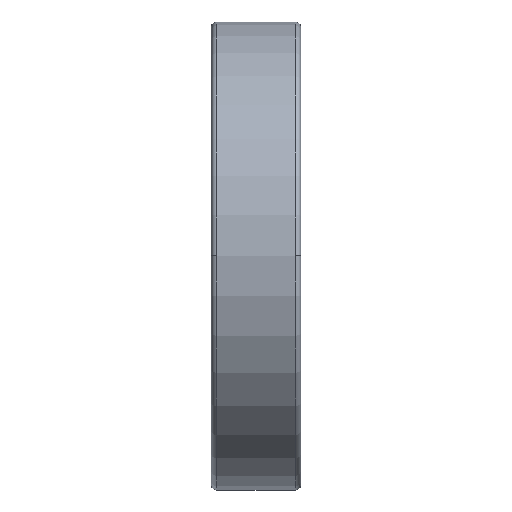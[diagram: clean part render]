
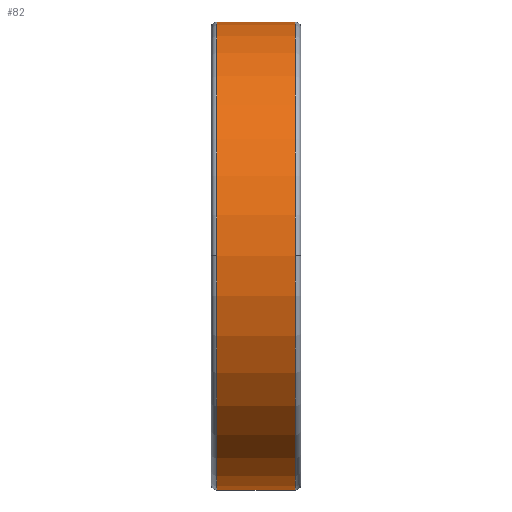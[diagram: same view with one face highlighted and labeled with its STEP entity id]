
A CAD part, top view. The second image highlights one B-rep face of the part: STEP entity #82.
In plain terms, the highlighted cylindrical face has radius 60 mm (diameter 120 mm), a partial arc.
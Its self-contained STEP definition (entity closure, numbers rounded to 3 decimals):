
#82=ADVANCED_FACE('',(#305),#306,.T.);
#305=FACE_OUTER_BOUND('',#739,.T.);
#306=CYLINDRICAL_SURFACE('',#740,60.0);
#739=EDGE_LOOP('',(#1293,#1294,#1295,#1296,#1297,#1298));
#740=AXIS2_PLACEMENT_3D('',#1299,#1300,#1301);
#1293=ORIENTED_EDGE('',*,*,#2871,.F.);
#1294=ORIENTED_EDGE('',*,*,#2872,.T.);
#1295=ORIENTED_EDGE('',*,*,#2873,.T.);
#1296=ORIENTED_EDGE('',*,*,#2874,.F.);
#1297=ORIENTED_EDGE('',*,*,#2875,.F.);
#1298=ORIENTED_EDGE('',*,*,#2876,.F.);
#1299=CARTESIAN_POINT('',(11.5,0.0,0.0));
#1300=DIRECTION('',(1.0,0.0,0.0));
#1301=DIRECTION('',(0.0,1.0,0.0));
#2871=EDGE_CURVE('',#3455,#3456,#3457,.T.);
#2872=EDGE_CURVE('',#3455,#3458,#3459,.T.);
#2873=EDGE_CURVE('',#3458,#3460,#3461,.T.);
#2874=EDGE_CURVE('',#3462,#3460,#3463,.T.);
#2875=EDGE_CURVE('',#3464,#3462,#3465,.T.);
#2876=EDGE_CURVE('',#3456,#3464,#3466,.T.);
#3455=VERTEX_POINT('',#4399);
#3456=VERTEX_POINT('',#4400);
#3457=LINE('',#4401,#4402);
#3458=VERTEX_POINT('',#4403);
#3459=CIRCLE('',#4404,60.0);
#3460=VERTEX_POINT('',#4405);
#3461=CIRCLE('',#4406,60.0);
#3462=VERTEX_POINT('',#4407);
#3463=LINE('',#4408,#4409);
#3464=VERTEX_POINT('',#4410);
#3465=CIRCLE('',#4411,60.0);
#3466=CIRCLE('',#4412,60.0);
#4399=CARTESIAN_POINT('',(1.5,60.0,0.0));
#4400=CARTESIAN_POINT('',(21.5,60.0,0.0));
#4401=CARTESIAN_POINT('',(11.5,60.0,0.));
#4402=VECTOR('',#6739,1.0);
#4403=CARTESIAN_POINT('',(1.5,0.,60.0));
#4404=AXIS2_PLACEMENT_3D('',#6740,#6741,#6742);
#4405=CARTESIAN_POINT('',(1.5,-60.0,0.));
#4406=AXIS2_PLACEMENT_3D('',#6743,#6744,#6745);
#4407=CARTESIAN_POINT('',(21.5,-60.0,0.));
#4408=CARTESIAN_POINT('',(11.5,-60.0,0.));
#4409=VECTOR('',#6746,1.0);
#4410=CARTESIAN_POINT('',(21.5,0.,60.0));
#4411=AXIS2_PLACEMENT_3D('',#6747,#6748,#6749);
#4412=AXIS2_PLACEMENT_3D('',#6750,#6751,#6752);
#6739=DIRECTION('',(1.0,0.0,0.0));
#6740=CARTESIAN_POINT('',(1.5,0.0,0.0));
#6741=DIRECTION('',(1.0,0.0,0.0));
#6742=DIRECTION('',(0.0,1.0,0.0));
#6743=CARTESIAN_POINT('',(1.5,0.0,0.0));
#6744=DIRECTION('',(1.0,0.0,0.0));
#6745=DIRECTION('',(0.0,1.0,0.0));
#6746=DIRECTION('',(-1.0,-0.0,-0.0));
#6747=CARTESIAN_POINT('',(21.5,0.0,0.0));
#6748=DIRECTION('',(1.0,0.0,0.0));
#6749=DIRECTION('',(0.0,1.0,0.0));
#6750=CARTESIAN_POINT('',(21.5,0.0,0.0));
#6751=DIRECTION('',(1.0,0.0,0.0));
#6752=DIRECTION('',(0.0,1.0,0.0));
